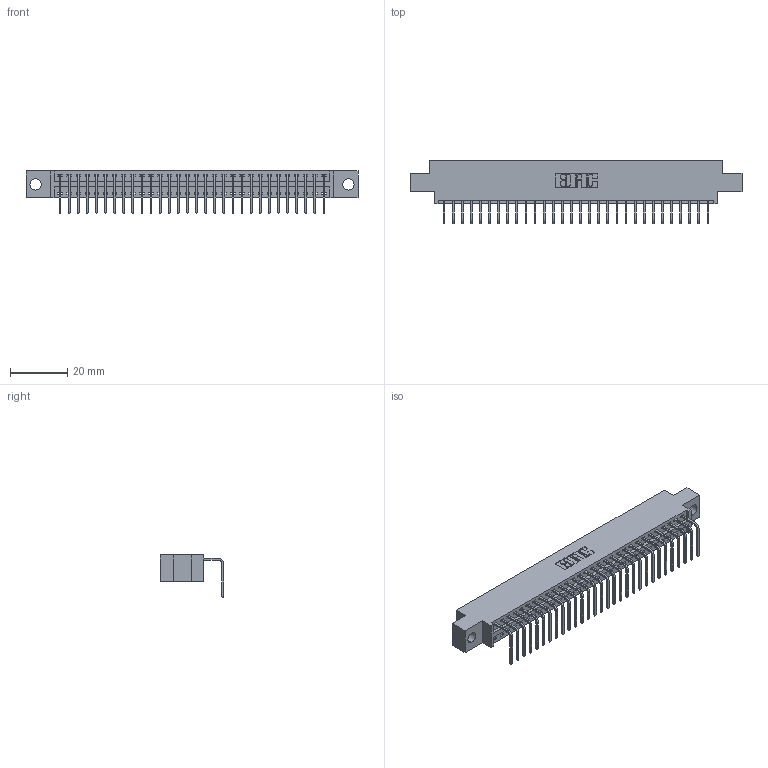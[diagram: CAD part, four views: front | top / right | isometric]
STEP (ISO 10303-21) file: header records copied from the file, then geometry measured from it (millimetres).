
FILE_DESCRIPTION (( 'STEP AP203' ), '1' );
FILE_NAME ('396-030-558-604.STEP', '2018-09-05T07:53:27', ( '' ), ( '' ), 'SwSTEP 2.0', 'SolidWorks 2016', '' );
FILE_SCHEMA (( 'CONFIG_CONTROL_DESIGN' ));
Length unit declared in the file: inch
Products named in the file (3): 346 Part_0.170 Offset - 0.156 Dia-TH; 345-292-001_558 Tail - 2; 396-030-558-604
Assembly tree (31 placements, depth 2):
  396-030-558-604
    346 Part_0.170 Offset - 0.156 Dia-TH
    345-292-001_558 Tail - 2  x30
Bounding box: 115.82 x 22.16 x 14.73 mm (x, y, z)
Volume: 10861.7 mm3; surface area: 14007.9 mm2
Topology: 31 solids, 31 shells, 1926 faces, 5801 edges, 3826 vertices
Faces by surface type: plane 1340, cylinder 586
Entity records: 20453 total; most frequent: CARTESIAN_POINT 3518, ORIENTED_EDGE 3482, DIRECTION 3117, EDGE_CURVE 1741, VECTOR 1489, LINE 1489, VERTEX_POINT 1158, AXIS2_PLACEMENT_3D 814
